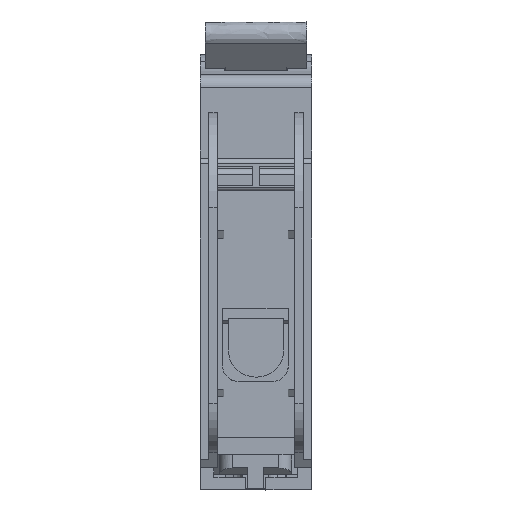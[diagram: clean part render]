
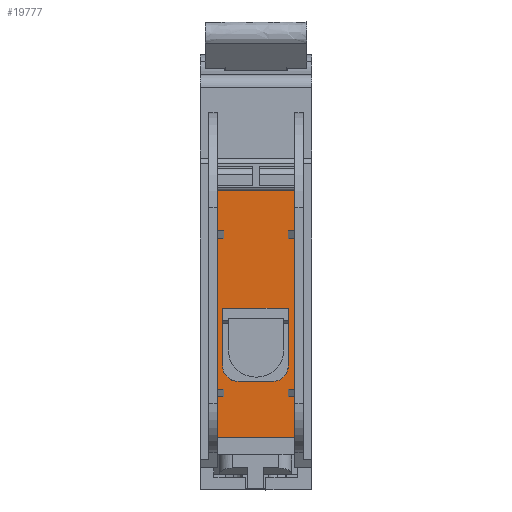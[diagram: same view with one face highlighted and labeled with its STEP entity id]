
A CAD part, front view. The second image highlights one B-rep face of the part: STEP entity #19777.
In plain terms, the highlighted planar face has unit normal (0, -1, 0).
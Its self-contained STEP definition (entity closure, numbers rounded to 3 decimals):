
#19617=AXIS2_PLACEMENT_3D('Plane Axis2P3D',#19614,#19615,#19616) ;
#19729=AXIS2_PLACEMENT_3D('Circle Axis2P3D',#19727,#19728,$) ;
#19745=AXIS2_PLACEMENT_3D('Circle Axis2P3D',#19743,#19744,$) ;
#18102=CARTESIAN_POINT('Vertex',(14.9,16.,40.935)) ;
#18116=CARTESIAN_POINT('Vertex',(14.9,16.,39.735)) ;
#18119=CARTESIAN_POINT('Line Origine',(14.9,16.,27.835)) ;
#18123=CARTESIAN_POINT('Vertex',(14.9,16.,15.935)) ;
#18144=CARTESIAN_POINT('Vertex',(14.9,16.,14.735)) ;
#18147=CARTESIAN_POINT('Line Origine',(14.9,16.,11.535)) ;
#18151=CARTESIAN_POINT('Vertex',(14.9,16.,8.335)) ;
#18282=CARTESIAN_POINT('Vertex',(14.9,16.,47.335)) ;
#18285=CARTESIAN_POINT('Line Origine',(14.9,16.,44.135)) ;
#18370=CARTESIAN_POINT('Line Origine',(2.7,16.,44.135)) ;
#18374=CARTESIAN_POINT('Vertex',(2.7,16.,40.935)) ;
#18376=CARTESIAN_POINT('Vertex',(2.7,16.,47.335)) ;
#18507=CARTESIAN_POINT('Vertex',(2.7,16.,8.335)) ;
#18510=CARTESIAN_POINT('Line Origine',(2.7,16.,11.535)) ;
#18514=CARTESIAN_POINT('Vertex',(2.7,16.,14.735)) ;
#18535=CARTESIAN_POINT('Vertex',(2.7,16.,15.935)) ;
#18538=CARTESIAN_POINT('Line Origine',(2.7,16.,27.835)) ;
#18542=CARTESIAN_POINT('Vertex',(2.7,16.,39.735)) ;
#19614=CARTESIAN_POINT('Axis2P3D Location',(0.7,16.,8.335)) ;
#19619=CARTESIAN_POINT('Line Origine',(3.2,16.,40.935)) ;
#19623=CARTESIAN_POINT('Vertex',(3.7,16.,40.935)) ;
#19626=CARTESIAN_POINT('Line Origine',(3.7,16.,40.335)) ;
#19630=CARTESIAN_POINT('Vertex',(3.7,16.,39.735)) ;
#19633=CARTESIAN_POINT('Line Origine',(3.2,16.,39.735)) ;
#19638=CARTESIAN_POINT('Line Origine',(3.2,16.,15.935)) ;
#19642=CARTESIAN_POINT('Vertex',(3.7,16.,15.935)) ;
#19645=CARTESIAN_POINT('Line Origine',(3.7,16.,15.335)) ;
#19649=CARTESIAN_POINT('Vertex',(3.7,16.,14.735)) ;
#19652=CARTESIAN_POINT('Line Origine',(3.2,16.,14.735)) ;
#19657=CARTESIAN_POINT('Line Origine',(8.8,16.,8.335)) ;
#19662=CARTESIAN_POINT('Line Origine',(14.4,16.,14.735)) ;
#19666=CARTESIAN_POINT('Vertex',(13.9,16.,14.735)) ;
#19669=CARTESIAN_POINT('Line Origine',(13.9,16.,15.335)) ;
#19673=CARTESIAN_POINT('Vertex',(13.9,16.,15.935)) ;
#19676=CARTESIAN_POINT('Line Origine',(14.4,16.,15.935)) ;
#19681=CARTESIAN_POINT('Line Origine',(14.4,16.,39.735)) ;
#19685=CARTESIAN_POINT('Vertex',(13.9,16.,39.735)) ;
#19688=CARTESIAN_POINT('Line Origine',(13.9,16.,40.335)) ;
#19692=CARTESIAN_POINT('Vertex',(13.9,16.,40.935)) ;
#19695=CARTESIAN_POINT('Line Origine',(14.4,16.,40.935)) ;
#19700=CARTESIAN_POINT('Line Origine',(8.8,16.,47.335)) ;
#19727=CARTESIAN_POINT('Axis2P3D Location',(11.4,16.,19.635)) ;
#19731=CARTESIAN_POINT('Vertex',(11.4,16.,17.135)) ;
#19733=CARTESIAN_POINT('Vertex',(13.9,16.,19.635)) ;
#19736=CARTESIAN_POINT('Line Origine',(8.7,16.,17.135)) ;
#19740=CARTESIAN_POINT('Vertex',(6.,16.,17.135)) ;
#19743=CARTESIAN_POINT('Axis2P3D Location',(6.,16.,19.635)) ;
#19747=CARTESIAN_POINT('Vertex',(3.5,16.,19.635)) ;
#19750=CARTESIAN_POINT('Line Origine',(3.5,16.,24.185)) ;
#19754=CARTESIAN_POINT('Vertex',(3.5,16.,28.735)) ;
#19757=CARTESIAN_POINT('Line Origine',(8.7,16.,28.735)) ;
#19761=CARTESIAN_POINT('Vertex',(13.9,16.,28.735)) ;
#19764=CARTESIAN_POINT('Line Origine',(13.9,16.,24.185)) ;
#18120=DIRECTION('Vector Direction',(0.,0.,-1.)) ;
#18148=DIRECTION('Vector Direction',(0.,0.,-1.)) ;
#18286=DIRECTION('Vector Direction',(0.,0.,-1.)) ;
#18371=DIRECTION('Vector Direction',(0.,0.,1.)) ;
#18511=DIRECTION('Vector Direction',(0.,0.,1.)) ;
#18539=DIRECTION('Vector Direction',(0.,0.,1.)) ;
#19615=DIRECTION('Axis2P3D Direction',(0.,1.,0.)) ;
#19616=DIRECTION('Axis2P3D XDirection',(0.,0.,1.)) ;
#19620=DIRECTION('Vector Direction',(-1.,0.,0.)) ;
#19627=DIRECTION('Vector Direction',(0.,0.,1.)) ;
#19634=DIRECTION('Vector Direction',(-1.,0.,0.)) ;
#19639=DIRECTION('Vector Direction',(-1.,0.,0.)) ;
#19646=DIRECTION('Vector Direction',(0.,0.,1.)) ;
#19653=DIRECTION('Vector Direction',(-1.,0.,0.)) ;
#19658=DIRECTION('Vector Direction',(1.,0.,0.)) ;
#19663=DIRECTION('Vector Direction',(1.,0.,0.)) ;
#19670=DIRECTION('Vector Direction',(0.,0.,1.)) ;
#19677=DIRECTION('Vector Direction',(-1.,0.,0.)) ;
#19682=DIRECTION('Vector Direction',(-1.,0.,0.)) ;
#19689=DIRECTION('Vector Direction',(0.,0.,1.)) ;
#19696=DIRECTION('Vector Direction',(-1.,0.,0.)) ;
#19701=DIRECTION('Vector Direction',(1.,0.,0.)) ;
#19728=DIRECTION('Axis2P3D Direction',(0.,1.,0.)) ;
#19737=DIRECTION('Vector Direction',(1.,0.,0.)) ;
#19744=DIRECTION('Axis2P3D Direction',(0.,1.,0.)) ;
#19751=DIRECTION('Vector Direction',(0.,0.,-1.)) ;
#19758=DIRECTION('Vector Direction',(-1.,0.,0.)) ;
#19765=DIRECTION('Vector Direction',(0.,0.,1.)) ;
#18121=VECTOR('Line Direction',#18120,1.) ;
#18149=VECTOR('Line Direction',#18148,1.) ;
#18287=VECTOR('Line Direction',#18286,1.) ;
#18372=VECTOR('Line Direction',#18371,1.) ;
#18512=VECTOR('Line Direction',#18511,1.) ;
#18540=VECTOR('Line Direction',#18539,1.) ;
#19621=VECTOR('Line Direction',#19620,1.) ;
#19628=VECTOR('Line Direction',#19627,1.) ;
#19635=VECTOR('Line Direction',#19634,1.) ;
#19640=VECTOR('Line Direction',#19639,1.) ;
#19647=VECTOR('Line Direction',#19646,1.) ;
#19654=VECTOR('Line Direction',#19653,1.) ;
#19659=VECTOR('Line Direction',#19658,1.) ;
#19664=VECTOR('Line Direction',#19663,1.) ;
#19671=VECTOR('Line Direction',#19670,1.) ;
#19678=VECTOR('Line Direction',#19677,1.) ;
#19683=VECTOR('Line Direction',#19682,1.) ;
#19690=VECTOR('Line Direction',#19689,1.) ;
#19697=VECTOR('Line Direction',#19696,1.) ;
#19702=VECTOR('Line Direction',#19701,1.) ;
#19738=VECTOR('Line Direction',#19737,1.) ;
#19752=VECTOR('Line Direction',#19751,1.) ;
#19759=VECTOR('Line Direction',#19758,1.) ;
#19766=VECTOR('Line Direction',#19765,1.) ;
#19706=ORIENTED_EDGE('',*,*,#19625,.F.) ;
#19707=ORIENTED_EDGE('',*,*,#19632,.F.) ;
#19708=ORIENTED_EDGE('',*,*,#19637,.F.) ;
#19709=ORIENTED_EDGE('',*,*,#18544,.F.) ;
#19710=ORIENTED_EDGE('',*,*,#19644,.F.) ;
#19711=ORIENTED_EDGE('',*,*,#19651,.F.) ;
#19712=ORIENTED_EDGE('',*,*,#19656,.F.) ;
#19713=ORIENTED_EDGE('',*,*,#18516,.F.) ;
#19714=ORIENTED_EDGE('',*,*,#19661,.T.) ;
#19715=ORIENTED_EDGE('',*,*,#18153,.T.) ;
#19716=ORIENTED_EDGE('',*,*,#19668,.F.) ;
#19717=ORIENTED_EDGE('',*,*,#19675,.T.) ;
#19718=ORIENTED_EDGE('',*,*,#19680,.F.) ;
#19719=ORIENTED_EDGE('',*,*,#18125,.T.) ;
#19720=ORIENTED_EDGE('',*,*,#19687,.F.) ;
#19721=ORIENTED_EDGE('',*,*,#19694,.T.) ;
#19722=ORIENTED_EDGE('',*,*,#19699,.F.) ;
#19723=ORIENTED_EDGE('',*,*,#18289,.T.) ;
#19724=ORIENTED_EDGE('',*,*,#19704,.F.) ;
#19725=ORIENTED_EDGE('',*,*,#18378,.F.) ;
#19770=ORIENTED_EDGE('',*,*,#19735,.F.) ;
#19771=ORIENTED_EDGE('',*,*,#19742,.F.) ;
#19772=ORIENTED_EDGE('',*,*,#19749,.F.) ;
#19773=ORIENTED_EDGE('',*,*,#19756,.F.) ;
#19774=ORIENTED_EDGE('',*,*,#19763,.F.) ;
#19775=ORIENTED_EDGE('',*,*,#19768,.F.) ;
#19776=FACE_BOUND('',#19769,.T.) ;
#19777=ADVANCED_FACE('PLUG_2',(#19726,#19776),#19618,.F.) ;
#19730=CIRCLE('generated circle',#19729,2.5) ;
#19746=CIRCLE('generated circle',#19745,2.5) ;
#18125=EDGE_CURVE('',#18124,#18117,#18122,.F.) ;
#18153=EDGE_CURVE('',#18152,#18145,#18150,.F.) ;
#18289=EDGE_CURVE('',#18103,#18283,#18288,.F.) ;
#18378=EDGE_CURVE('',#18375,#18377,#18373,.T.) ;
#18516=EDGE_CURVE('',#18508,#18515,#18513,.T.) ;
#18544=EDGE_CURVE('',#18536,#18543,#18541,.T.) ;
#19625=EDGE_CURVE('',#19624,#18375,#19622,.T.) ;
#19632=EDGE_CURVE('',#19631,#19624,#19629,.T.) ;
#19637=EDGE_CURVE('',#18543,#19631,#19636,.F.) ;
#19644=EDGE_CURVE('',#19643,#18536,#19641,.T.) ;
#19651=EDGE_CURVE('',#19650,#19643,#19648,.T.) ;
#19656=EDGE_CURVE('',#18515,#19650,#19655,.F.) ;
#19661=EDGE_CURVE('',#18508,#18152,#19660,.T.) ;
#19668=EDGE_CURVE('',#19667,#18145,#19665,.T.) ;
#19675=EDGE_CURVE('',#19667,#19674,#19672,.T.) ;
#19680=EDGE_CURVE('',#18124,#19674,#19679,.T.) ;
#19687=EDGE_CURVE('',#19686,#18117,#19684,.F.) ;
#19694=EDGE_CURVE('',#19686,#19693,#19691,.T.) ;
#19699=EDGE_CURVE('',#18103,#19693,#19698,.T.) ;
#19704=EDGE_CURVE('',#18377,#18283,#19703,.T.) ;
#19735=EDGE_CURVE('',#19732,#19734,#19730,.F.) ;
#19742=EDGE_CURVE('',#19741,#19732,#19739,.T.) ;
#19749=EDGE_CURVE('',#19748,#19741,#19746,.F.) ;
#19756=EDGE_CURVE('',#19755,#19748,#19753,.T.) ;
#19763=EDGE_CURVE('',#19762,#19755,#19760,.T.) ;
#19768=EDGE_CURVE('',#19734,#19762,#19767,.T.) ;
#19705=EDGE_LOOP('',(#19706,#19707,#19708,#19709,#19710,#19711,#19712,#19713,#19714,#19715,#19716,#19717,#19718,#19719,#19720,#19721,#19722,#19723,#19724,#19725)) ;
#19769=EDGE_LOOP('',(#19770,#19771,#19772,#19773,#19774,#19775)) ;
#19726=FACE_OUTER_BOUND('',#19705,.T.) ;
#18122=LINE('Line',#18119,#18121) ;
#18150=LINE('Line',#18147,#18149) ;
#18288=LINE('Line',#18285,#18287) ;
#18373=LINE('Line',#18370,#18372) ;
#18513=LINE('Line',#18510,#18512) ;
#18541=LINE('Line',#18538,#18540) ;
#19622=LINE('Line',#19619,#19621) ;
#19629=LINE('Line',#19626,#19628) ;
#19636=LINE('Line',#19633,#19635) ;
#19641=LINE('Line',#19638,#19640) ;
#19648=LINE('Line',#19645,#19647) ;
#19655=LINE('Line',#19652,#19654) ;
#19660=LINE('Line',#19657,#19659) ;
#19665=LINE('Line',#19662,#19664) ;
#19672=LINE('Line',#19669,#19671) ;
#19679=LINE('Line',#19676,#19678) ;
#19684=LINE('Line',#19681,#19683) ;
#19691=LINE('Line',#19688,#19690) ;
#19698=LINE('Line',#19695,#19697) ;
#19703=LINE('Line',#19700,#19702) ;
#19739=LINE('Line',#19736,#19738) ;
#19753=LINE('Line',#19750,#19752) ;
#19760=LINE('Line',#19757,#19759) ;
#19767=LINE('Line',#19764,#19766) ;
#19618=PLANE('',#19617) ;
#18103=VERTEX_POINT('',#18102) ;
#18117=VERTEX_POINT('',#18116) ;
#18124=VERTEX_POINT('',#18123) ;
#18145=VERTEX_POINT('',#18144) ;
#18152=VERTEX_POINT('',#18151) ;
#18283=VERTEX_POINT('',#18282) ;
#18375=VERTEX_POINT('',#18374) ;
#18377=VERTEX_POINT('',#18376) ;
#18508=VERTEX_POINT('',#18507) ;
#18515=VERTEX_POINT('',#18514) ;
#18536=VERTEX_POINT('',#18535) ;
#18543=VERTEX_POINT('',#18542) ;
#19624=VERTEX_POINT('',#19623) ;
#19631=VERTEX_POINT('',#19630) ;
#19643=VERTEX_POINT('',#19642) ;
#19650=VERTEX_POINT('',#19649) ;
#19667=VERTEX_POINT('',#19666) ;
#19674=VERTEX_POINT('',#19673) ;
#19686=VERTEX_POINT('',#19685) ;
#19693=VERTEX_POINT('',#19692) ;
#19732=VERTEX_POINT('',#19731) ;
#19734=VERTEX_POINT('',#19733) ;
#19741=VERTEX_POINT('',#19740) ;
#19748=VERTEX_POINT('',#19747) ;
#19755=VERTEX_POINT('',#19754) ;
#19762=VERTEX_POINT('',#19761) ;
